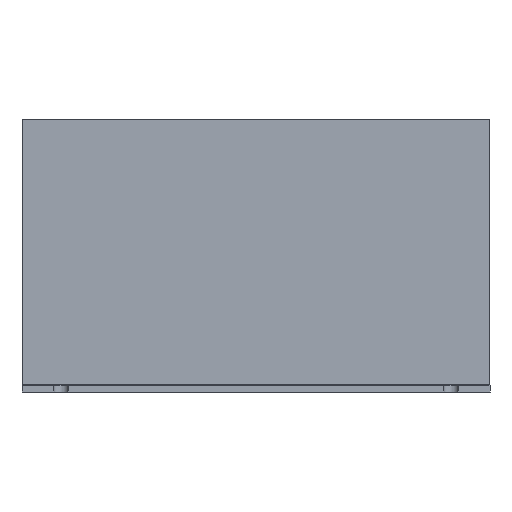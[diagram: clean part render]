
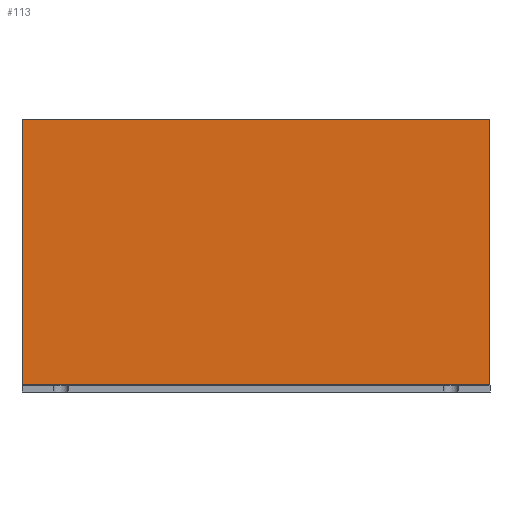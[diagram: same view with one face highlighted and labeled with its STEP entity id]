
A CAD part, top view. The second image highlights one B-rep face of the part: STEP entity #113.
In plain terms, the highlighted planar face has unit normal (0, 0, 1).
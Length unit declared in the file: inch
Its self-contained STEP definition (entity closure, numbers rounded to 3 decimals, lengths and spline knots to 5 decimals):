
#90 = LINE ( 'NONE', #7797, #228 ) ;
#113 = ADVANCED_FACE ( 'NONE', ( #1457 ), #6724, .T. ) ;
#228 = VECTOR ( 'NONE', #404, 39.37008 ) ;
#404 = DIRECTION ( 'NONE',  ( 1., 0., 0. ) ) ;
#539 = VERTEX_POINT ( 'NONE', #5363 ) ;
#703 = ORIENTED_EDGE ( 'NONE', *, *, #5085, .F. ) ;
#721 = LINE ( 'NONE', #3892, #3792 ) ;
#958 = LINE ( 'NONE', #3397, #2406 ) ;
#1457 = FACE_OUTER_BOUND ( 'NONE', #7667, .T. ) ;
#1527 = VERTEX_POINT ( 'NONE', #6481 ) ;
#1710 = EDGE_CURVE ( 'NONE', #1527, #539, #958, .T. ) ;
#2279 = CARTESIAN_POINT ( 'NONE',  ( 2.89321, 2.6759, 3.4397 ) ) ;
#2406 = VECTOR ( 'NONE', #6579, 39.37008 ) ;
#2424 = CARTESIAN_POINT ( 'NONE',  ( 2.89321, -0.8241, 3.4397 ) ) ;
#2456 = VECTOR ( 'NONE', #3669, 39.37008 ) ;
#2873 = VERTEX_POINT ( 'NONE', #7754 ) ;
#3131 = ORIENTED_EDGE ( 'NONE', *, *, #3151, .T. ) ;
#3151 = EDGE_CURVE ( 'NONE', #539, #2873, #90, .T. ) ;
#3397 = CARTESIAN_POINT ( 'NONE',  ( -3.10679, -0.7291, 3.4397 ) ) ;
#3669 = DIRECTION ( 'NONE',  ( 0., -1., 0. ) ) ;
#3792 = VECTOR ( 'NONE', #5147, 39.37008 ) ;
#3892 = CARTESIAN_POINT ( 'NONE',  ( -3.10679, 2.6759, 3.4397 ) ) ;
#3952 = AXIS2_PLACEMENT_3D ( 'NONE', #6289, #6237, #6209 ) ;
#4098 = LINE ( 'NONE', #2424, #2456 ) ;
#5085 = EDGE_CURVE ( 'NONE', #7742, #2873, #4098, .T. ) ;
#5089 = ORIENTED_EDGE ( 'NONE', *, *, #7015, .F. ) ;
#5147 = DIRECTION ( 'NONE',  ( 1., 0., 0. ) ) ;
#5363 = CARTESIAN_POINT ( 'NONE',  ( -3.10679, -0.7291, 3.4397 ) ) ;
#6209 = DIRECTION ( 'NONE',  ( 1., 0., 0. ) ) ;
#6237 = DIRECTION ( 'NONE',  ( 0., 0., 1. ) ) ;
#6289 = CARTESIAN_POINT ( 'NONE',  ( -3.10679, -0.7291, 3.4397 ) ) ;
#6481 = CARTESIAN_POINT ( 'NONE',  ( -3.10679, 2.6759, 3.4397 ) ) ;
#6579 = DIRECTION ( 'NONE',  ( 0., -1., 0. ) ) ;
#6724 = PLANE ( 'NONE',  #3952 ) ;
#7015 = EDGE_CURVE ( 'NONE', #1527, #7742, #721, .T. ) ;
#7041 = ORIENTED_EDGE ( 'NONE', *, *, #1710, .T. ) ;
#7667 = EDGE_LOOP ( 'NONE', ( #7041, #3131, #703, #5089 ) ) ;
#7742 = VERTEX_POINT ( 'NONE', #2279 ) ;
#7754 = CARTESIAN_POINT ( 'NONE',  ( 2.89321, -0.7291, 3.4397 ) ) ;
#7797 = CARTESIAN_POINT ( 'NONE',  ( -3.10679, -0.7291, 3.4397 ) ) ;
